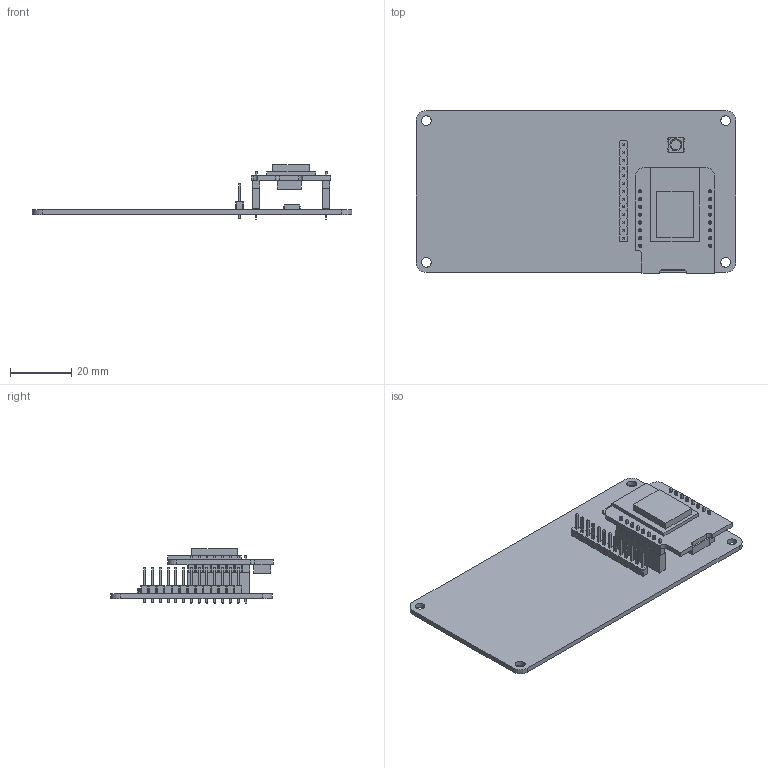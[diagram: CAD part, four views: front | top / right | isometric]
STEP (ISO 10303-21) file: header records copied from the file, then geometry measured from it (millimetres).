
FILE_DESCRIPTION(('KiCad electronic assembly'),'2;1');
FILE_NAME('PN5180_Wemos_Shield.step','2023-02-08T07:36:33',('Pcbnew'),( 'Kicad'),'Open CASCADE STEP processor 7.6','KiCad to STEP converter' ,'Unknown');
FILE_SCHEMA(('AUTOMOTIVE_DESIGN { 1 0 10303 214 1 1 1 1 }'));
Length unit declared in the file: millimetre
Products named in the file (12): PN5180_Wemos_Shield 1; LED_WS2812B_PLCC4_5.0x5.0mm_P3.2mm; SOLID; PinHeader_1x13_P2.54mm_Vertical; WEMOS_D1_mini_light; PinHeader_1x08_P2.54mm_Vertical; PinSocket_1x08_P2.54mm_Vertical; PN5180_Wemos_Shield PCB
Assembly tree (13 placements, depth 3):
  PN5180_Wemos_Shield 1
    LED_WS2812B_PLCC4_5.0x5.0mm_P3.2mm
      SOLID
    PinHeader_1x13_P2.54mm_Vertical
      SOLID
    WEMOS_D1_mini_light
      SOLID
    PinHeader_1x08_P2.54mm_Vertical  x2
      SOLID
    PinSocket_1x08_P2.54mm_Vertical  x2
      SOLID
    PN5180_Wemos_Shield PCB
Bounding box: 104.39 x 53.19 x 17.7 mm (x, y, z)
Volume: 12370.5 mm3; surface area: 16624.3 mm2
Topology: 8 solids, 8 shells, 1384 faces, 3486 edges, 2222 vertices
Faces by surface type: plane 1303, cylinder 80, cone 1
Full cylindrical faces by diameter (mm): 1 x45, 3.2 x4, 3.333 x1
Entity records: 64962 total; most frequent: CARTESIAN_POINT 10308, DIRECTION 8997, LINE 6736, VECTOR 6736, ORIENTED_EDGE 4704, PCURVE 4704, DEFINITIONAL_REPRESENTATION 4704, EDGE_CURVE 2352
